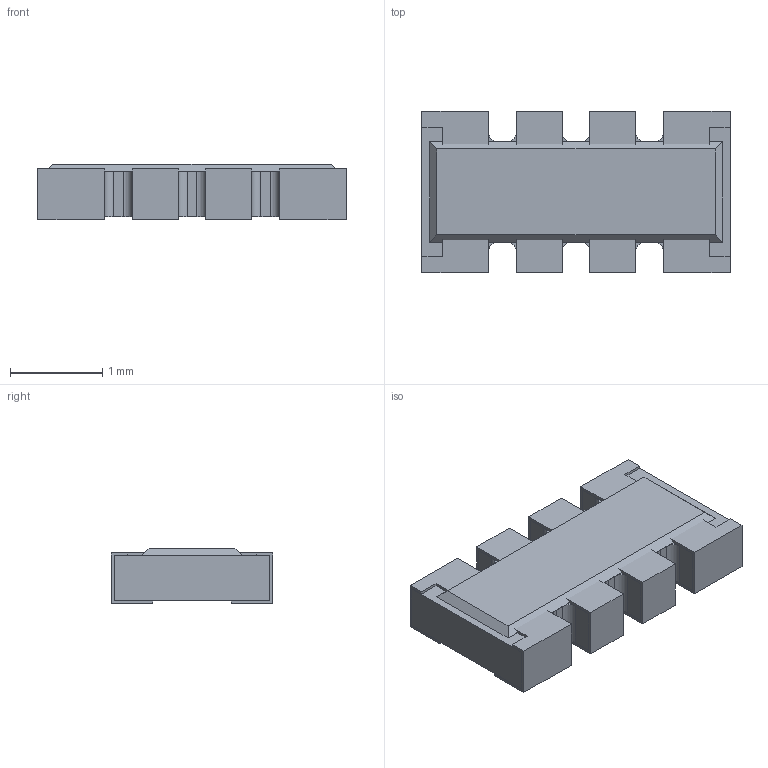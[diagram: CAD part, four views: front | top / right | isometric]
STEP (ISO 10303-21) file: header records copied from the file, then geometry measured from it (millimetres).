
FILE_DESCRIPTION(('STEP AP214'), '1');
FILE_NAME('CAY16-x4', '2016-03-19T22:00:39', ('Nobody'), (''), 'ASCON STEP Converter 1.3', 'ASCON Math Kernel', '');
FILE_SCHEMA(('AUTOMOTIVE_DESIGN { 1 0 10303 214 3 1 1}'));
Length unit declared in the file: millimetre
Bounding box: 3.35 x 1.75 x 0.6 mm (x, y, z)
Volume: 3 mm3; surface area: 38.1 mm2
Topology: 10 solids, 10 shells, 136 faces, 380 edges, 272 vertices
Faces by surface type: plane 124, cylinder 12
Entity records: 5485 total; most frequent: CARTESIAN_POINT 749, ORIENTED_EDGE 696, DIRECTION 678, LINE 356, VECTOR 356, EDGE_CURVE 348, VERTEX_POINT 232, AXIS2_PLACEMENT_3D 161
